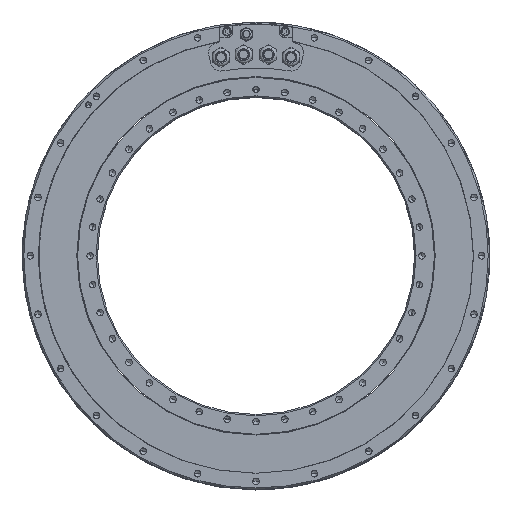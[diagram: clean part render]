
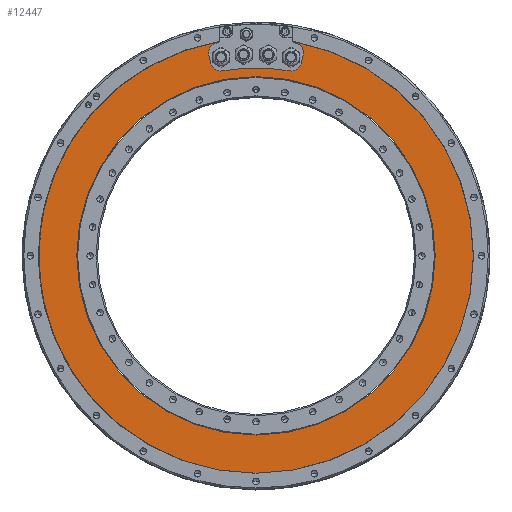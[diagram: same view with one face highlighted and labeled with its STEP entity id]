
A CAD part, top view. The second image highlights one B-rep face of the part: STEP entity #12447.
In plain terms, the highlighted planar face has unit normal (0, 0, 1).
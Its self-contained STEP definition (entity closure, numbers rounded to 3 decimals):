
#3289=CARTESIAN_POINT('',(0.,0.,-0.15));
#3290=DIRECTION('',(0.,0.,1.));
#3291=DIRECTION('',(-1.,0.,0.));
#3292=AXIS2_PLACEMENT_3D('',#3289,#3290,#3291);
#3303=CARTESIAN_POINT('',(0.,0.,-0.15));
#3304=DIRECTION('',(0.,0.,1.));
#3305=DIRECTION('',(1.,0.,0.));
#3306=AXIS2_PLACEMENT_3D('',#3303,#3304,#3305);
#3308=CARTESIAN_POINT('',(0.,0.,-0.15));
#3309=DIRECTION('',(0.,0.,1.));
#3310=DIRECTION('',(0.181,0.983,0.));
#3311=AXIS2_PLACEMENT_3D('',#3308,#3309,#3310);
#3313=CARTESIAN_POINT('',(37.196,201.597,
-0.15));
#3314=DIRECTION('',(0.,0.,-1.));
#3315=DIRECTION('',(0.973,-0.229,0.));
#3316=AXIS2_PLACEMENT_3D('',#3313,#3314,#3315);
#3318=DIRECTION('',(0.229,0.973,0.));
#3319=VECTOR('',#3318,9.01);
#3320=CARTESIAN_POINT('',(46.93,199.305,
-0.15));
#3321=LINE('',#3320,#3319);
#3322=CARTESIAN_POINT('',(39.262,210.368,
-0.15));
#3323=DIRECTION('',(0.,0.,-1.));
#3324=DIRECTION('',(0.232,0.973,0.));
#3325=AXIS2_PLACEMENT_3D('',#3322,#3323,#3324);
#3327=DIRECTION('',(0.,-1.,0.));
#3328=VECTOR('',#3327,2.595);
#3329=CARTESIAN_POINT('',(41.579,220.095,
-0.15));
#3330=LINE('',#3329,#3328);
#3331=CARTESIAN_POINT('',(39.262,210.368,
-0.15));
#3332=DIRECTION('',(0.,0.,-1.));
#3333=DIRECTION('',(0.309,0.951,0.));
#3334=AXIS2_PLACEMENT_3D('',#3331,#3332,#3333);
#3336=DIRECTION('',(-0.229,-0.973,0.));
#3337=VECTOR('',#3336,9.01);
#3338=CARTESIAN_POINT('',(46.562,208.649,
-0.15));
#3339=LINE('',#3338,#3337);
#3340=CARTESIAN_POINT('',(37.196,201.597,
-0.15));
#3341=DIRECTION('',(0.,0.,-1.));
#3342=DIRECTION('',(0.973,-0.229,0.));
#3343=AXIS2_PLACEMENT_3D('',#3340,#3341,#3342);
#3345=CARTESIAN_POINT('',(0.,0.,-0.15));
#3346=DIRECTION('',(0.,0.,-1.));
#3347=DIRECTION('',(-0.181,0.983,0.));
#3348=AXIS2_PLACEMENT_3D('',#3345,#3346,#3347);
#3350=CARTESIAN_POINT('',(-37.196,201.597,
-0.15));
#3351=DIRECTION('',(0.,0.,-1.));
#3352=DIRECTION('',(0.181,-0.983,0.));
#3353=AXIS2_PLACEMENT_3D('',#3350,#3351,#3352);
#3355=DIRECTION('',(-0.229,0.973,0.));
#3356=VECTOR('',#3355,9.01);
#3357=CARTESIAN_POINT('',(-44.497,199.878,
-0.15));
#3358=LINE('',#3357,#3356);
#3359=CARTESIAN_POINT('',(-39.262,210.368,
-0.15));
#3360=DIRECTION('',(0.,0.,-1.));
#3361=DIRECTION('',(-0.973,-0.229,0.));
#3362=AXIS2_PLACEMENT_3D('',#3359,#3360,#3361);
#3364=DIRECTION('',(0.,1.,0.));
#3365=VECTOR('',#3364,2.582);
#3366=CARTESIAN_POINT('',(-41.421,217.55,
-0.15));
#3367=LINE('',#3366,#3365);
#3368=CARTESIAN_POINT('',(-39.262,210.368,
-0.15));
#3369=DIRECTION('',(0.,0.,-1.));
#3370=DIRECTION('',(-0.973,-0.229,0.));
#3371=AXIS2_PLACEMENT_3D('',#3368,#3369,#3370);
#3373=DIRECTION('',(0.229,-0.973,0.));
#3374=VECTOR('',#3373,9.01);
#3375=CARTESIAN_POINT('',(-48.995,208.076,
-0.15));
#3376=LINE('',#3375,#3374);
#3377=CARTESIAN_POINT('',(-37.196,201.597,
-0.15));
#3378=DIRECTION('',(0.,0.,-1.));
#3379=DIRECTION('',(0.181,-0.983,0.));
#3380=AXIS2_PLACEMENT_3D('',#3377,#3378,#3379);
#3387=CARTESIAN_POINT('',(0.,0.,-0.15));
#3388=DIRECTION('',(0.,0.,1.));
#3389=DIRECTION('',(0.,-1.,0.));
#3390=AXIS2_PLACEMENT_3D('',#3387,#3388,#3389);
#3910=CARTESIAN_POINT('',(0.,0.,-0.15));
#3911=DIRECTION('',(0.,0.,1.));
#3912=DIRECTION('',(-0.155,0.988,0.));
#3913=AXIS2_PLACEMENT_3D('',#3910,#3911,#3912);
#6989=CARTESIAN_POINT('',(-185.9,0.,-0.15));
#6990=CARTESIAN_POINT('',(185.9,0.,-0.15));
#6991=VERTEX_POINT('',#6989);
#6992=VERTEX_POINT('',#6990);
#6997=CARTESIAN_POINT('',(-35.038,222.761,
-0.15));
#6998=CARTESIAN_POINT('',(0.,-225.5,-0.15));
#6999=VERTEX_POINT('',#6997);
#7000=VERTEX_POINT('',#6998);
#7083=CARTESIAN_POINT('',(35.382,191.763,
-0.15));
#7084=CARTESIAN_POINT('',(-35.382,191.763,
-0.15));
#7085=VERTEX_POINT('',#7083);
#7086=VERTEX_POINT('',#7084);
#7087=CARTESIAN_POINT('',(46.93,199.305,
-0.15));
#7088=CARTESIAN_POINT('',(48.995,208.076,
-0.15));
#7089=VERTEX_POINT('',#7087);
#7090=VERTEX_POINT('',#7088);
#7091=CARTESIAN_POINT('',(-48.995,208.076,
-0.15));
#7092=CARTESIAN_POINT('',(-46.93,199.305,
-0.15));
#7093=VERTEX_POINT('',#7091);
#7094=VERTEX_POINT('',#7092);
#7095=CARTESIAN_POINT('',(-41.421,220.132,
-0.15));
#7096=VERTEX_POINT('',#7095);
#7097=CARTESIAN_POINT('',(41.579,220.095,
-0.15));
#7098=VERTEX_POINT('',#7097);
#7099=CARTESIAN_POINT('',(46.562,208.649,
-0.15));
#7100=CARTESIAN_POINT('',(44.497,199.878,
-0.15));
#7101=VERTEX_POINT('',#7099);
#7102=VERTEX_POINT('',#7100);
#7103=CARTESIAN_POINT('',(35.836,194.222,
-0.15));
#7104=VERTEX_POINT('',#7103);
#7105=CARTESIAN_POINT('',(-35.836,194.222,
-0.15));
#7106=VERTEX_POINT('',#7105);
#7107=CARTESIAN_POINT('',(-44.497,199.878,
-0.15));
#7108=VERTEX_POINT('',#7107);
#7109=CARTESIAN_POINT('',(-46.562,208.649,
-0.15));
#7110=VERTEX_POINT('',#7109);
#7111=CARTESIAN_POINT('',(-41.421,217.55,
-0.15));
#7112=VERTEX_POINT('',#7111);
#7113=CARTESIAN_POINT('',(41.579,217.5,
-0.15));
#7114=VERTEX_POINT('',#7113);
#12398=CARTESIAN_POINT('',(0.,0.,-0.15));
#12399=DIRECTION('',(0.,0.,1.));
#12400=DIRECTION('',(1.,0.,0.));
#12401=AXIS2_PLACEMENT_3D('',#12398,#12399,#12400);
#12402=PLANE('',#12401);
#12404=ORIENTED_EDGE('',*,*,#12403,.F.);
#12406=ORIENTED_EDGE('',*,*,#12405,.F.);
#12407=EDGE_LOOP('',(#12404,#12406));
#12408=FACE_OUTER_BOUND('',#12407,.F.);
#12409=ORIENTED_EDGE('',*,*,#12378,.T.);
#12410=ORIENTED_EDGE('',*,*,#12392,.T.);
#12411=EDGE_LOOP('',(#12409,#12410));
#12412=FACE_BOUND('',#12411,.F.);
#12414=ORIENTED_EDGE('',*,*,#12413,.F.);
#12416=ORIENTED_EDGE('',*,*,#12415,.F.);
#12418=ORIENTED_EDGE('',*,*,#12417,.T.);
#12420=ORIENTED_EDGE('',*,*,#12419,.F.);
#12422=ORIENTED_EDGE('',*,*,#12421,.T.);
#12424=ORIENTED_EDGE('',*,*,#12423,.T.);
#12426=ORIENTED_EDGE('',*,*,#12425,.T.);
#12428=ORIENTED_EDGE('',*,*,#12427,.T.);
#12430=ORIENTED_EDGE('',*,*,#12429,.F.);
#12432=ORIENTED_EDGE('',*,*,#12431,.T.);
#12434=ORIENTED_EDGE('',*,*,#12433,.T.);
#12436=ORIENTED_EDGE('',*,*,#12435,.T.);
#12438=ORIENTED_EDGE('',*,*,#12437,.T.);
#12440=ORIENTED_EDGE('',*,*,#12439,.F.);
#12442=ORIENTED_EDGE('',*,*,#12441,.T.);
#12444=ORIENTED_EDGE('',*,*,#12443,.F.);
#12445=EDGE_LOOP('',(#12414,#12416,#12418,#12420,#12422,#12424,#12426,#12428,
#12430,#12432,#12434,#12436,#12438,#12440,#12442,#12444));
#12446=FACE_BOUND('',#12445,.F.);
#3293=CIRCLE('',#3292,185.9);
#3307=CIRCLE('',#3306,185.9);
#3312=CIRCLE('',#3311,195.);
#3317=CIRCLE('',#3316,10.);
#3326=CIRCLE('',#3325,10.);
#3335=CIRCLE('',#3334,7.5);
#3344=CIRCLE('',#3343,7.5);
#3349=CIRCLE('',#3348,197.5);
#3354=CIRCLE('',#3353,7.5);
#3363=CIRCLE('',#3362,7.5);
#3372=CIRCLE('',#3371,10.);
#3381=CIRCLE('',#3380,10.);
#3391=CIRCLE('',#3390,225.5);
#3914=CIRCLE('',#3913,225.5);
#12378=EDGE_CURVE('',#6991,#6992,#3293,.T.);
#12392=EDGE_CURVE('',#6992,#6991,#3307,.T.);
#12403=EDGE_CURVE('',#7000,#6999,#3391,.T.);
#12405=EDGE_CURVE('',#6999,#7000,#3914,.T.);
#12413=EDGE_CURVE('',#7085,#7086,#3312,.T.);
#12415=EDGE_CURVE('',#7089,#7085,#3317,.T.);
#12417=EDGE_CURVE('',#7089,#7090,#3321,.T.);
#12419=EDGE_CURVE('',#7098,#7090,#3326,.T.);
#12421=EDGE_CURVE('',#7098,#7114,#3330,.T.);
#12423=EDGE_CURVE('',#7114,#7101,#3335,.T.);
#12425=EDGE_CURVE('',#7101,#7102,#3339,.T.);
#12427=EDGE_CURVE('',#7102,#7104,#3344,.T.);
#12429=EDGE_CURVE('',#7106,#7104,#3349,.T.);
#12431=EDGE_CURVE('',#7106,#7108,#3354,.T.);
#12433=EDGE_CURVE('',#7108,#7110,#3358,.T.);
#12435=EDGE_CURVE('',#7110,#7112,#3363,.T.);
#12437=EDGE_CURVE('',#7112,#7096,#3367,.T.);
#12439=EDGE_CURVE('',#7093,#7096,#3372,.T.);
#12441=EDGE_CURVE('',#7093,#7094,#3376,.T.);
#12443=EDGE_CURVE('',#7086,#7094,#3381,.T.);
#12447=ADVANCED_FACE('',(#12408,#12412,#12446),#12402,.T.);
